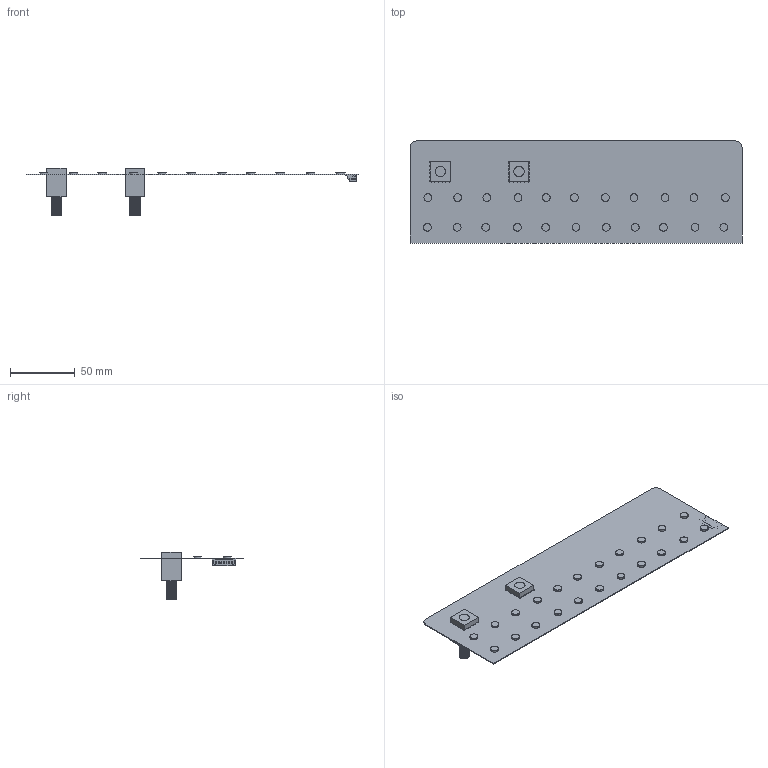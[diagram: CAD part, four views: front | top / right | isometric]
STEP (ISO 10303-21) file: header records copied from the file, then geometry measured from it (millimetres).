
FILE_DESCRIPTION(('Open CASCADE Model'),'2;1');
FILE_NAME('Open CASCADE Shape Model','2023-02-11T22:31:33',('Author'),( 'Open CASCADE'),'Open CASCADE STEP processor 7.5','Open CASCADE 7.5' ,'Unknown');
FILE_SCHEMA(('AUTOMOTIVE_DESIGN { 1 0 10303 214 1 1 1 1 }'));
Length unit declared in the file: millimetre
Products named in the file (35): PCB; Board; Open CASCADE STEP translator 7.5 1.1.1; JIN; S7B-PH-SM4-TB-LF; JFUSE; 6206147424; Extruded; 6206147584; J48V; J22; 6142576752; J21; J20; J19; J18; J17; J16; J15; J14; J13; J12; J11; J10; J9; J8; J7; J6; J5; J4; J3; J2; J1
Assembly tree (57 placements, depth 4):
  PCB
    Board
      Open CASCADE STEP translator 7.5 1.1.1
    JIN
      S7B-PH-SM4-TB-LF
    JFUSE
      6206147424
        Extruded
      6206147584
        Extruded
    J48V
      6206147424
        Extruded
      6206147584
        Extruded
    J22
      6142576752
        Extruded
    J21
      6142576752
        Extruded
    J20
      6142576752
        Extruded
    J19
      6142576752
        Extruded
    J18
      6142576752
        Extruded
    J17
      6142576752
        Extruded
    J16
      6142576752
        Extruded
    J15
      6142576752
        Extruded
    J14
      6142576752
        Extruded
    J13
      6142576752
        Extruded
    J12
      6142576752
        Extruded
    J11
      6142576752
        Extruded
    J10
      6142576752
        Extruded
    J9
      6142576752
        Extruded
    J8
      6142576752
        Extruded
Bounding box: 257.2 x 79.09 x 36.5 mm (x, y, z)
Volume: 27840.4 mm3; surface area: 49427.3 mm2
Topology: 37 solids, 37 shells, 1799 faces, 5101 edges, 3360 vertices
Faces by surface type: plane 1725, cylinder 74
Full cylindrical faces by diameter (mm): 2 x40
Entity records: 19858 total; most frequent: CARTESIAN_POINT 3384, ORIENTED_EDGE 3314, DIRECTION 3131, EDGE_CURVE 1657, LINE 1509, VECTOR 1509, VERTEX_POINT 1064, AXIS2_PLACEMENT_3D 811
